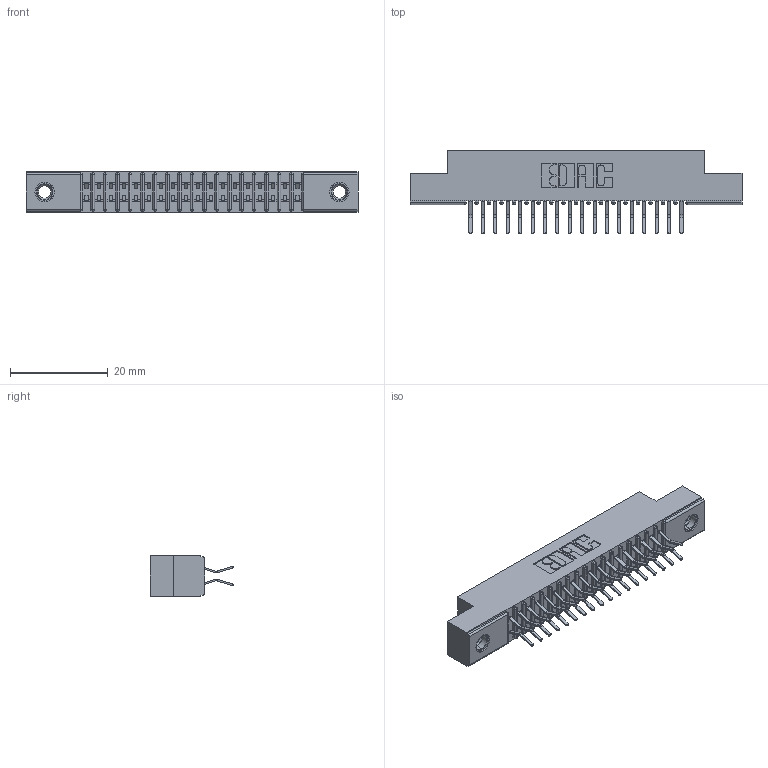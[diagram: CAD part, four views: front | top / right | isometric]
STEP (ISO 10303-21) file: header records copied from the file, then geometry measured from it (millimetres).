
FILE_DESCRIPTION (( 'STEP AP203' ), '1' );
FILE_NAME ('341-036-556-207.STEP', '2018-08-06T22:49:43', ( '' ), ( '' ), 'SwSTEP 2.0', 'SolidWorks 2016', '' );
FILE_SCHEMA (( 'CONFIG_CONTROL_DESIGN' ));
Length unit declared in the file: inch
Products named in the file (4): 345-250-001_345-250-005-103; 341-036-556-207; 341 Part_.156 (3.96) Dia Mounting Holes; 341-292-001_341-292-156
Assembly tree (39 placements, depth 2):
  341-036-556-207
    341 Part_.156 (3.96) Dia Mounting Holes
    341-292-001_341-292-156  x36
    345-250-001_345-250-005-103  x2
Bounding box: 67.94 x 17.07 x 8.38 mm (x, y, z)
Volume: 3877.1 mm3; surface area: 7950.6 mm2
Topology: 39 solids, 39 shells, 2696 faces, 7778 edges, 5042 vertices
Faces by surface type: plane 1540, cylinder 1068, sphere 38, torus 38, cone 12
Entity records: 26306 total; most frequent: CARTESIAN_POINT 4357, ORIENTED_EDGE 4320, DIRECTION 4260, EDGE_CURVE 2160, VECTOR 1710, LINE 1710, VERTEX_POINT 1372, AXIS2_PLACEMENT_3D 1275
